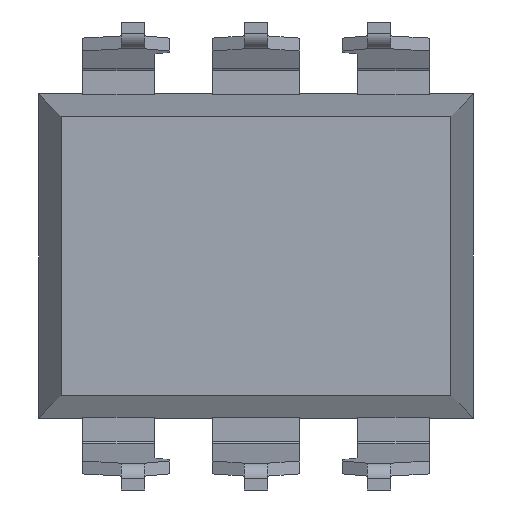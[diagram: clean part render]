
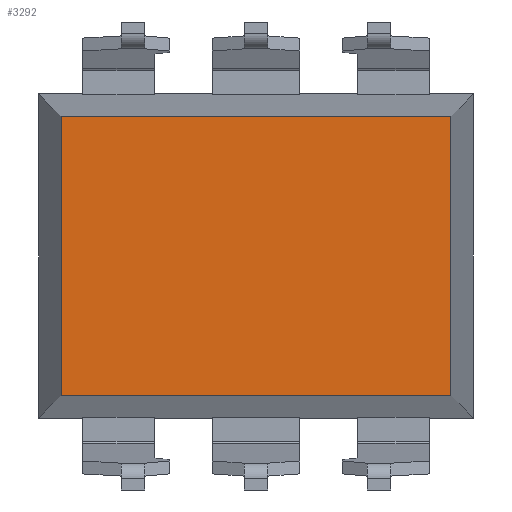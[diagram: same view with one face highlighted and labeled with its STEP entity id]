
A CAD part, front view. The second image highlights one B-rep face of the part: STEP entity #3292.
In plain terms, the highlighted planar face has unit normal (0, -1, 0).
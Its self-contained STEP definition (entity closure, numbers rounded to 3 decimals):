
#211 = AXIS2_PLACEMENT_3D ( 'NONE', #1673, #1310, #3890 ) ;
#243 = VECTOR ( 'NONE', #2918, 1000. ) ;
#439 = VECTOR ( 'NONE', #4114, 1000. ) ;
#583 = ORIENTED_EDGE ( 'NONE', *, *, #3416, .F. ) ;
#650 = VECTOR ( 'NONE', #3302, 1000. ) ;
#764 = EDGE_CURVE ( 'NONE', #2699, #3371, #1170, .T. ) ;
#926 = VERTEX_POINT ( 'NONE', #1224 ) ;
#952 = EDGE_CURVE ( 'NONE', #3371, #926, #2210, .T. ) ;
#1013 = CARTESIAN_POINT ( 'NONE',  ( -3.816, -2.49, -2.736 ) ) ;
#1170 = LINE ( 'NONE', #2323, #243 ) ;
#1224 = CARTESIAN_POINT ( 'NONE',  ( -3.816, -2.49, 2.736 ) ) ;
#1310 = DIRECTION ( 'NONE',  ( 0., 1., 0. ) ) ;
#1368 = PLANE ( 'NONE',  #211 ) ;
#1389 = EDGE_LOOP ( 'NONE', ( #2021, #2501, #3921, #583 ) ) ;
#1445 = LINE ( 'NONE', #2363, #650 ) ;
#1618 = EDGE_CURVE ( 'NONE', #3174, #2699, #3257, .T. ) ;
#1673 = CARTESIAN_POINT ( 'NONE',  ( 0., -2.49, 0. ) ) ;
#1880 = DIRECTION ( 'NONE',  ( 0., 0., -1. ) ) ;
#1898 = FACE_OUTER_BOUND ( 'NONE', #1389, .T. ) ;
#1914 = CARTESIAN_POINT ( 'NONE',  ( 3.816, -2.49, 2.736 ) ) ;
#2021 = ORIENTED_EDGE ( 'NONE', *, *, #952, .F. ) ;
#2210 = LINE ( 'NONE', #4070, #439 ) ;
#2323 = CARTESIAN_POINT ( 'NONE',  ( 0., -2.49, -2.736 ) ) ;
#2363 = CARTESIAN_POINT ( 'NONE',  ( 0., -2.49, 2.736 ) ) ;
#2501 = ORIENTED_EDGE ( 'NONE', *, *, #764, .F. ) ;
#2562 = CARTESIAN_POINT ( 'NONE',  ( 3.816, -2.49, -2.736 ) ) ;
#2699 = VERTEX_POINT ( 'NONE', #2562 ) ;
#2839 = CARTESIAN_POINT ( 'NONE',  ( 3.816, -2.49, 0. ) ) ;
#2918 = DIRECTION ( 'NONE',  ( -1., 0., 0. ) ) ;
#3174 = VERTEX_POINT ( 'NONE', #1914 ) ;
#3257 = LINE ( 'NONE', #2839, #3815 ) ;
#3292 = ADVANCED_FACE ( 'NONE', ( #1898 ), #1368, .F. ) ;
#3302 = DIRECTION ( 'NONE',  ( 1., 0., 0. ) ) ;
#3371 = VERTEX_POINT ( 'NONE', #1013 ) ;
#3416 = EDGE_CURVE ( 'NONE', #926, #3174, #1445, .T. ) ;
#3815 = VECTOR ( 'NONE', #1880, 1000. ) ;
#3890 = DIRECTION ( 'NONE',  ( 0., 0., 1. ) ) ;
#3921 = ORIENTED_EDGE ( 'NONE', *, *, #1618, .F. ) ;
#4070 = CARTESIAN_POINT ( 'NONE',  ( -3.816, -2.49, 0. ) ) ;
#4114 = DIRECTION ( 'NONE',  ( 0., 0., 1. ) ) ;
